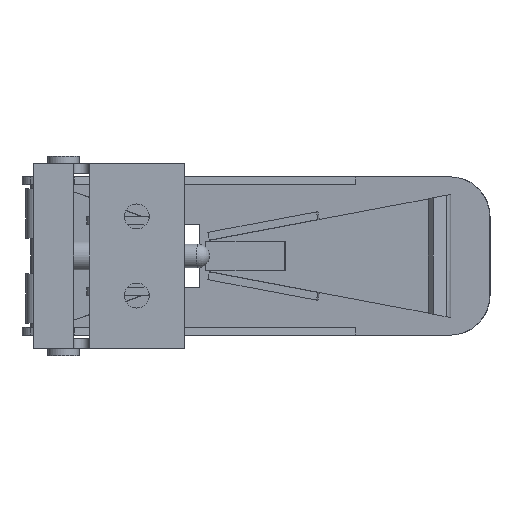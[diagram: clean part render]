
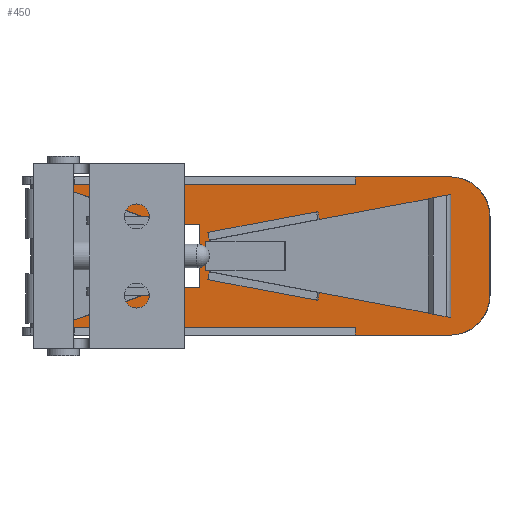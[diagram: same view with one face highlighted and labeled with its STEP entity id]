
A CAD part, front view. The second image highlights one B-rep face of the part: STEP entity #450.
In plain terms, the highlighted planar face has unit normal (-0.061, -0.998, 0).
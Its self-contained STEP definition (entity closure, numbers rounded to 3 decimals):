
#450 = ADVANCED_FACE( '', ( #927, #928 ), #929, .F. );
#927 = FACE_BOUND( '', #1471, .T. );
#928 = FACE_OUTER_BOUND( '', #1472, .T. );
#929 = PLANE( '', #1473 );
#1471 = EDGE_LOOP( '', ( #2464, #2465, #2466, #2467 ) );
#1472 = EDGE_LOOP( '', ( #2468, #2469, #2470, #2471, #2472, #2473, #2474, #2475, #2476, #2477 ) );
#1473 = AXIS2_PLACEMENT_3D( '', #2478, #2479, #2480 );
#2464 = ORIENTED_EDGE( '', *, *, #3468, .T. );
#2465 = ORIENTED_EDGE( '', *, *, #3575, .T. );
#2466 = ORIENTED_EDGE( '', *, *, #3576, .T. );
#2467 = ORIENTED_EDGE( '', *, *, #3540, .T. );
#2468 = ORIENTED_EDGE( '', *, *, #3556, .F. );
#2469 = ORIENTED_EDGE( '', *, *, #3577, .F. );
#2470 = ORIENTED_EDGE( '', *, *, #3578, .F. );
#2471 = ORIENTED_EDGE( '', *, *, #3477, .F. );
#2472 = ORIENTED_EDGE( '', *, *, #3213, .T. );
#2473 = ORIENTED_EDGE( '', *, *, #3463, .T. );
#2474 = ORIENTED_EDGE( '', *, *, #3579, .T. );
#2475 = ORIENTED_EDGE( '', *, *, #3580, .F. );
#2476 = ORIENTED_EDGE( '', *, *, #3538, .T. );
#2477 = ORIENTED_EDGE( '', *, *, #3581, .T. );
#2478 = CARTESIAN_POINT( '', ( 73.726, 2.091, 20. ) );
#2479 = DIRECTION( '', ( 0.061, 0.998, 0. ) );
#2480 = DIRECTION( '', ( -0.998, 0.061, 0. ) );
#3213 = EDGE_CURVE( '', #3789, #3787, #3790, .T. );
#3463 = EDGE_CURVE( '', #3787, #4207, #4209, .T. );
#3468 = EDGE_CURVE( '', #4216, #4214, #4217, .T. );
#3477 = EDGE_CURVE( '', #3789, #4228, #4229, .T. );
#3538 = EDGE_CURVE( '', #4318, #4320, #4322, .T. );
#3540 = EDGE_CURVE( '', #4324, #4216, #4325, .T. );
#3556 = EDGE_CURVE( '', #4345, #4346, #4347, .T. );
#3575 = EDGE_CURVE( '', #4214, #4371, #4372, .T. );
#3576 = EDGE_CURVE( '', #4371, #4324, #4373, .T. );
#3577 = EDGE_CURVE( '', #4374, #4345, #4375, .T. );
#3578 = EDGE_CURVE( '', #4228, #4374, #4376, .T. );
#3579 = EDGE_CURVE( '', #4207, #4377, #4378, .T. );
#3580 = EDGE_CURVE( '', #4318, #4377, #4379, .T. );
#3581 = EDGE_CURVE( '', #4320, #4346, #4380, .T. );
#3787 = VERTEX_POINT( '', #4631 );
#3789 = VERTEX_POINT( '', #4634 );
#3790 = LINE( '', #4635, #4636 );
#4207 = VERTEX_POINT( '', #5193 );
#4209 = LINE( '', #5196, #5197 );
#4214 = VERTEX_POINT( '', #5202 );
#4216 = VERTEX_POINT( '', #5205 );
#4217 = LINE( '', #5206, #5207 );
#4228 = VERTEX_POINT( '', #5221 );
#4229 = LINE( '', #5222, #5223 );
#4318 = VERTEX_POINT( '', #5349 );
#4320 = VERTEX_POINT( '', #5352 );
#4322 = LINE( '', #5355, #5356 );
#4324 = VERTEX_POINT( '', #5358 );
#4325 = LINE( '', #5359, #5360 );
#4345 = VERTEX_POINT( '', #5390 );
#4346 = VERTEX_POINT( '', #5391 );
#4347 = CIRCLE( '', #5392, 10. );
#4371 = VERTEX_POINT( '', #5425 );
#4372 = LINE( '', #5426, #5427 );
#4373 = LINE( '', #5428, #5429 );
#4374 = VERTEX_POINT( '', #5430 );
#4375 = LINE( '', #5431, #5432 );
#4376 = CIRCLE( '', #5433, 10. );
#4377 = VERTEX_POINT( '', #5434 );
#4378 = LINE( '', #5435, #5436 );
#4379 = LINE( '', #5437, #5438 );
#4380 = LINE( '', #5439, #5440 );
#4631 = CARTESIAN_POINT( '', ( 73.726, 2.091, 18. ) );
#4634 = CARTESIAN_POINT( '', ( 73.726, 2.091, 20. ) );
#4635 = CARTESIAN_POINT( '', ( 73.726, 2.091, 20. ) );
#4636 = VECTOR( '', #5737, 1000. );
#5193 = CARTESIAN_POINT( '', ( -6., 6.996, 18. ) );
#5196 = CARTESIAN_POINT( '', ( 107.662, 0.004, 18. ) );
#5197 = VECTOR( '', #6065, 1000. );
#5202 = CARTESIAN_POINT( '', ( 34.301, 4.517, -8. ) );
#5205 = CARTESIAN_POINT( '', ( 34.301, 4.517, 8. ) );
#5206 = CARTESIAN_POINT( '', ( 34.301, 4.517, 20. ) );
#5207 = VECTOR( '', #6070, 1000. );
#5221 = CARTESIAN_POINT( '', ( 97.681, 0.618, 20. ) );
#5222 = CARTESIAN_POINT( '', ( 73.726, 2.091, 20. ) );
#5223 = VECTOR( '', #6080, 1000. );
#5349 = CARTESIAN_POINT( '', ( 73.726, 2.091, -18. ) );
#5352 = CARTESIAN_POINT( '', ( 73.726, 2.091, -20. ) );
#5355 = CARTESIAN_POINT( '', ( 73.726, 2.091, 20. ) );
#5356 = VECTOR( '', #6153, 1000. );
#5358 = CARTESIAN_POINT( '', ( 20.327, 5.377, 8. ) );
#5359 = CARTESIAN_POINT( '', ( 73.726, 2.091, 8. ) );
#5360 = VECTOR( '', #6154, 1000. );
#5390 = CARTESIAN_POINT( '', ( 107.662, 0.004, -10. ) );
#5391 = CARTESIAN_POINT( '', ( 97.681, 0.618, -20. ) );
#5392 = AXIS2_PLACEMENT_3D( '', #6168, #6169, #6170 );
#5425 = CARTESIAN_POINT( '', ( 20.327, 5.377, -8. ) );
#5426 = CARTESIAN_POINT( '', ( 73.726, 2.091, -8. ) );
#5427 = VECTOR( '', #6189, 1000. );
#5428 = CARTESIAN_POINT( '', ( 20.327, 5.377, 20. ) );
#5429 = VECTOR( '', #6190, 1000. );
#5430 = CARTESIAN_POINT( '', ( 107.662, 0.004, 10. ) );
#5431 = CARTESIAN_POINT( '', ( 107.662, 0.004, 20. ) );
#5432 = VECTOR( '', #6191, 1000. );
#5433 = AXIS2_PLACEMENT_3D( '', #6192, #6193, #6194 );
#5434 = CARTESIAN_POINT( '', ( -6., 6.996, -18. ) );
#5435 = CARTESIAN_POINT( '', ( -6., 6.996, 20. ) );
#5436 = VECTOR( '', #6195, 1000. );
#5437 = CARTESIAN_POINT( '', ( 107.662, 0.004, -18. ) );
#5438 = VECTOR( '', #6196, 1000. );
#5439 = CARTESIAN_POINT( '', ( 73.726, 2.091, -20. ) );
#5440 = VECTOR( '', #6197, 1000. );
#5737 = DIRECTION( '', ( 0., 0., -1. ) );
#6065 = DIRECTION( '', ( -0.998, 0.061, 0. ) );
#6070 = DIRECTION( '', ( 0., 0., -1. ) );
#6080 = DIRECTION( '', ( 0.998, -0.061, 0. ) );
#6153 = DIRECTION( '', ( 0., 0., -1. ) );
#6154 = DIRECTION( '', ( 0.998, -0.061, 0. ) );
#6168 = CARTESIAN_POINT( '', ( 97.681, 0.618, -10. ) );
#6169 = DIRECTION( '', ( 0.061, 0.998, 0. ) );
#6170 = DIRECTION( '', ( -0.998, 0.061, 0. ) );
#6189 = DIRECTION( '', ( -0.998, 0.061, 0. ) );
#6190 = DIRECTION( '', ( 0., 0., 1. ) );
#6191 = DIRECTION( '', ( 0., 0., -1. ) );
#6192 = CARTESIAN_POINT( '', ( 97.681, 0.618, 10. ) );
#6193 = DIRECTION( '', ( 0.061, 0.998, 0. ) );
#6194 = DIRECTION( '', ( -0.998, 0.061, 0. ) );
#6195 = DIRECTION( '', ( 0., 0., -1. ) );
#6196 = DIRECTION( '', ( -0.998, 0.061, 0. ) );
#6197 = DIRECTION( '', ( 0.998, -0.061, 0. ) );
